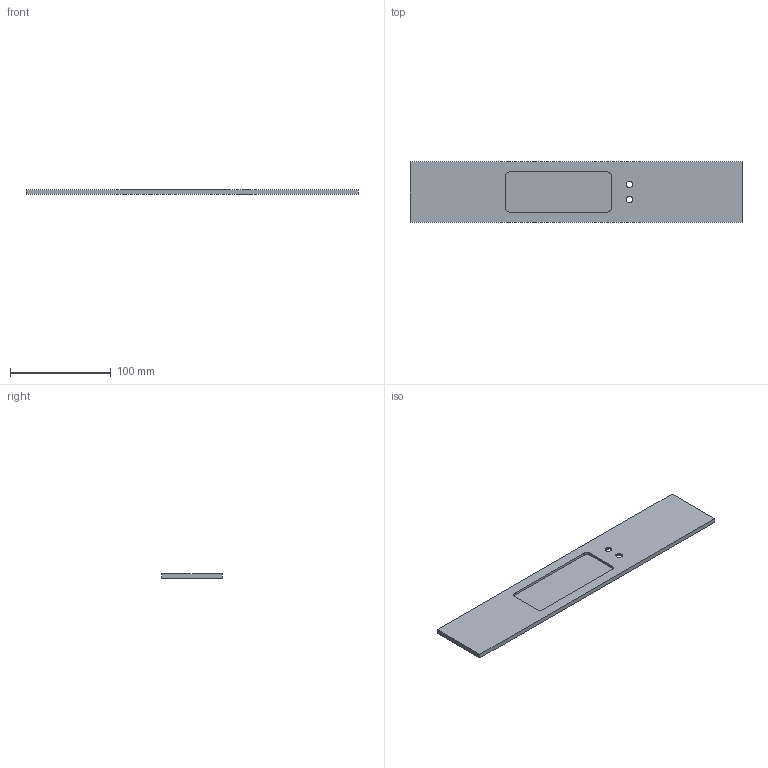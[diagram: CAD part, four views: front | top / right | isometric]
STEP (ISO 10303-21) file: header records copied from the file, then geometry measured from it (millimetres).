
FILE_DESCRIPTION(('FreeCAD Model'),'2;1');
FILE_NAME('mini-beieli-auflage-simple-slim.step','2021-02-20T15:56:15',('Author'),(''), 'Open CASCADE STEP processor 7.5','FreeCAD','Unknown');
FILE_SCHEMA(('AUTOMOTIVE_DESIGN { 1 0 10303 214 1 1 1 1 }'));
Length unit declared in the file: millimetre
Products named in the file (1): Body
Bounding box: 330 x 60 x 4.5 mm (x, y, z)
Volume: 77912.9 mm3; surface area: 43815.5 mm2
Topology: 1 solids, 1 shells, 19 faces, 46 edges, 30 vertices
Faces by surface type: plane 11, cylinder 6, cone 2
Full cylindrical faces by diameter (mm): 6.6 x2
Entity records: 1204 total; most frequent: CARTESIAN_POINT 224, DIRECTION 186, LINE 112, VECTOR 112, ORIENTED_EDGE 92, PCURVE 92, DEFINITIONAL_REPRESENTATION 92, EDGE_CURVE 46
